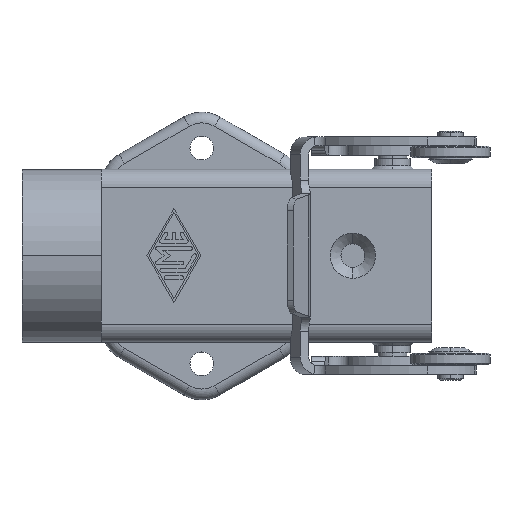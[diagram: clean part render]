
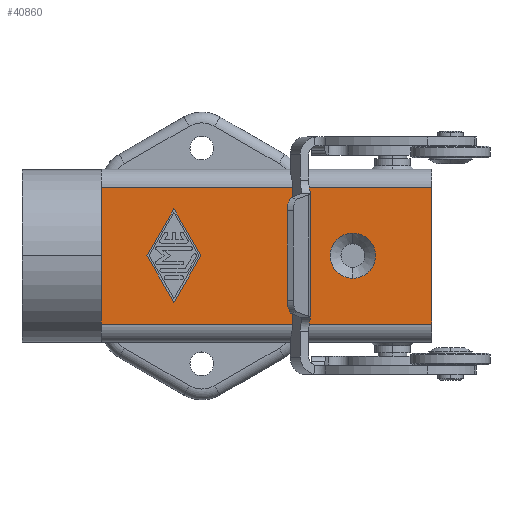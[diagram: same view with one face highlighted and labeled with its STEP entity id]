
A CAD part, top view. The second image highlights one B-rep face of the part: STEP entity #40860.
In plain terms, the highlighted planar face has unit normal (0, 0, 1).
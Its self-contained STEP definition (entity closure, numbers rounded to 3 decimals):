
#35410=CARTESIAN_POINT('',(0.,0.,26.5));
#35420=DIRECTION('',(0.,0.,1.));
#35430=DIRECTION('',(1.,0.,0.));
#35440=AXIS2_PLACEMENT_3D('',#35410,#35420,#35430);
#35450=PLANE('',#35440);
#38100=CARTESIAN_POINT('',(31.875,-9.5,26.5));
#38110=VERTEX_POINT('',#38100);
#38140=CARTESIAN_POINT('',(31.875,9.5,26.5));
#38150=DIRECTION('',(0.,-1.,0.));
#38160=VECTOR('',#38150,1.);
#38170=LINE('',#38140,#38160);
#38180=CARTESIAN_POINT('',(31.875,9.5,26.5));
#38190=VERTEX_POINT('',#38180);
#38200=EDGE_CURVE('',#38190,#38110,#38170,.T.);
#38460=CARTESIAN_POINT('',(-14.125,9.5,26.5));
#38470=DIRECTION('',(1.,0.,0.));
#38480=VECTOR('',#38470,1.);
#38490=LINE('',#38460,#38480);
#38500=CARTESIAN_POINT('',(-14.125,9.5,26.5));
#38510=VERTEX_POINT('',#38500);
#38520=EDGE_CURVE('',#38510,#38190,#38490,.T.);
#39020=CARTESIAN_POINT('',(-14.125,0.,26.5));
#39030=DIRECTION('',(0.,1.,0.));
#39040=VECTOR('',#39030,1.);
#39050=LINE('',#39020,#39040);
#39060=CARTESIAN_POINT('',(-14.125,0.,26.5));
#39070=VERTEX_POINT('',#39060);
#39080=EDGE_CURVE('',#39070,#38510,#39050,.T.);
#40050=CARTESIAN_POINT('',(-14.125,-9.5,26.5));
#40060=DIRECTION('',(0.,1.,0.));
#40070=VECTOR('',#40060,1.);
#40080=LINE('',#40050,#40070);
#40090=CARTESIAN_POINT('',(-14.125,-9.5,26.5));
#40100=VERTEX_POINT('',#40090);
#40110=EDGE_CURVE('',#40100,#39070,#40080,.T.);
#40250=CARTESIAN_POINT('',(20.875,0.,26.5));
#40260=DIRECTION('',(0.,0.,-1.));
#40270=DIRECTION('',(0.,-1.,0.));
#40280=AXIS2_PLACEMENT_3D('',#40250,#40260,#40270);
#40290=CIRCLE('',#40280,3.15);
#40300=CARTESIAN_POINT('',(20.875,-3.15,26.5));
#40310=VERTEX_POINT('',#40300);
#40320=CARTESIAN_POINT('',(20.875,3.15,26.5));
#40330=VERTEX_POINT('',#40320);
#40340=EDGE_CURVE('',#40310,#40330,#40290,.T.);
#40350=ORIENTED_EDGE('',*,*,#40340,.T.);
#40360=EDGE_CURVE('',#40330,#40310,#40290,.T.);
#40370=ORIENTED_EDGE('',*,*,#40360,.T.);
#40380=EDGE_LOOP('',(#40370,#40350));
#40390=FACE_BOUND('',#40380,.T.);
#40400=CARTESIAN_POINT('',(-7.75,0.,26.5));
#40410=DIRECTION('',(-0.5,0.866,0.));
#40420=VECTOR('',#40410,1.);
#40430=LINE('',#40400,#40420);
#40440=CARTESIAN_POINT('',(-4.,-6.5,26.5));
#40450=VERTEX_POINT('',#40440);
#40460=CARTESIAN_POINT('',(-7.75,0.,26.5));
#40470=VERTEX_POINT('',#40460);
#40480=EDGE_CURVE('',#40450,#40470,#40430,.T.);
#40490=ORIENTED_EDGE('',*,*,#40480,.T.);
#40500=CARTESIAN_POINT('',(-0.25,0.,26.5));
#40510=DIRECTION('',(-0.5,-0.866,0.));
#40520=VECTOR('',#40510,1.);
#40530=LINE('',#40500,#40520);
#40540=CARTESIAN_POINT('',(-0.25,0.,26.5
));
#40550=VERTEX_POINT('',#40540);
#40560=EDGE_CURVE('',#40550,#40450,#40530,.T.);
#40570=ORIENTED_EDGE('',*,*,#40560,.T.);
#40580=CARTESIAN_POINT('',(-0.25,0.,26.5));
#40590=DIRECTION('',(0.5,-0.866,0.));
#40600=VECTOR('',#40590,1.);
#40610=LINE('',#40580,#40600);
#40620=CARTESIAN_POINT('',(-4.,6.5,26.5));
#40630=VERTEX_POINT('',#40620);
#40640=EDGE_CURVE('',#40630,#40550,#40610,.T.);
#40650=ORIENTED_EDGE('',*,*,#40640,.T.);
#40660=CARTESIAN_POINT('',(-7.75,0.,26.5));
#40670=DIRECTION('',(0.5,0.866,0.));
#40680=VECTOR('',#40670,1.);
#40690=LINE('',#40660,#40680);
#40700=EDGE_CURVE('',#40470,#40630,#40690,.T.);
#40710=ORIENTED_EDGE('',*,*,#40700,.T.);
#40720=EDGE_LOOP('',(#40710,#40650,#40570,#40490));
#40730=FACE_BOUND('',#40720,.T.);
#40740=ORIENTED_EDGE('',*,*,#40110,.F.);
#40750=ORIENTED_EDGE('',*,*,#39080,.F.);
#40760=ORIENTED_EDGE('',*,*,#38520,.F.);
#40770=ORIENTED_EDGE('',*,*,#38200,.F.);
#40780=CARTESIAN_POINT('',(25.5,-9.5,26.5));
#40790=DIRECTION('',(-1.,0.,0.));
#40800=VECTOR('',#40790,1.);
#40810=LINE('',#40780,#40800);
#40820=EDGE_CURVE('',#38110,#40100,#40810,.T.);
#40830=ORIENTED_EDGE('',*,*,#40820,.F.);
#40840=EDGE_LOOP('',(#40830,#40770,#40760,#40750,#40740));
#40850=FACE_OUTER_BOUND('',#40840,.T.);
#40860=ADVANCED_FACE('',(#40390,#40730,#40850),#35450,.T.);
